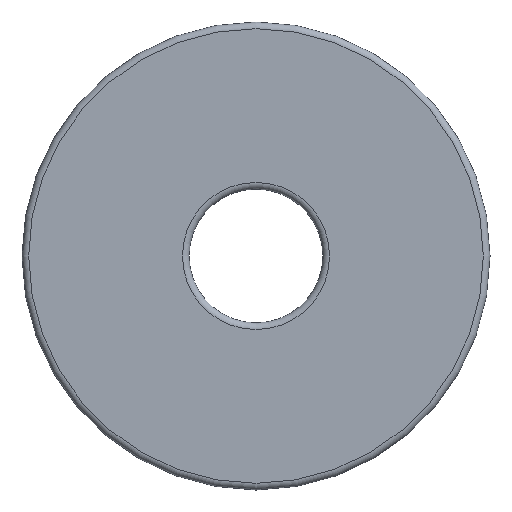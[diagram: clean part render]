
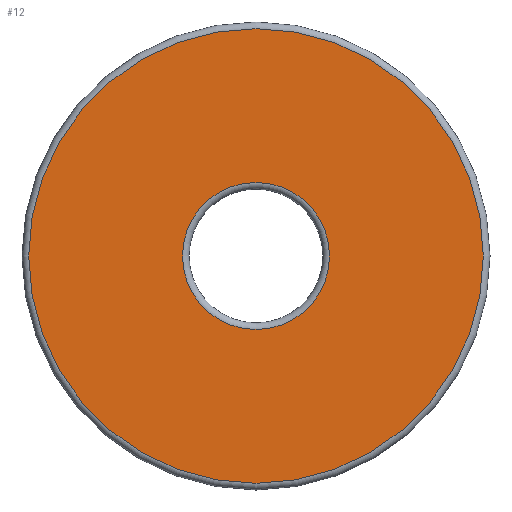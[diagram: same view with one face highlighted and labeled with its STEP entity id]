
A CAD part, left-side view. The second image highlights one B-rep face of the part: STEP entity #12.
In plain terms, the highlighted planar face has unit normal (-1, 0, 0).
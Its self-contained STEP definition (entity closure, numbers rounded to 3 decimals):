
#12 = ADVANCED_FACE ( 'NONE', ( #120, #230 ), #124, .F. ) ;
#24 = CARTESIAN_POINT ( 'NONE',  ( -9.5, 20.4, 0. ) ) ;
#30 = CARTESIAN_POINT ( 'NONE',  ( -9.5, 0., 0. ) ) ;
#54 = DIRECTION ( 'NONE',  ( 1., 0., 0. ) ) ;
#55 = EDGE_CURVE ( 'NONE', #68, #68, #225, .T. ) ;
#68 = VERTEX_POINT ( 'NONE', #90 ) ;
#74 = DIRECTION ( 'NONE',  ( 0., 1., 0. ) ) ;
#75 = CARTESIAN_POINT ( 'NONE',  ( -9.5, 6., 0. ) ) ;
#90 = CARTESIAN_POINT ( 'NONE',  ( -9.5, 6.6, 0. ) ) ;
#96 = DIRECTION ( 'NONE',  ( 1., 0., 0. ) ) ;
#97 = CARTESIAN_POINT ( 'NONE',  ( -9.5, 0., 0. ) ) ;
#114 = EDGE_LOOP ( 'NONE', ( #166 ) ) ;
#116 = EDGE_CURVE ( 'NONE', #227, #227, #252, .T. ) ;
#120 = FACE_OUTER_BOUND ( 'NONE', #188, .T. ) ;
#124 = PLANE ( 'NONE',  #257 ) ;
#165 = AXIS2_PLACEMENT_3D ( 'NONE', #97, #190, #74 ) ;
#166 = ORIENTED_EDGE ( 'NONE', *, *, #55, .T. ) ;
#172 = DIRECTION ( 'NONE',  ( 0., 1., 0. ) ) ;
#188 = EDGE_LOOP ( 'NONE', ( #223 ) ) ;
#190 = DIRECTION ( 'NONE',  ( -1., 0., 0. ) ) ;
#204 = AXIS2_PLACEMENT_3D ( 'NONE', #30, #96, #253 ) ;
#223 = ORIENTED_EDGE ( 'NONE', *, *, #116, .T. ) ;
#225 = CIRCLE ( 'NONE', #204, 6.6 ) ;
#227 = VERTEX_POINT ( 'NONE', #24 ) ;
#230 = FACE_BOUND ( 'NONE', #114, .T. ) ;
#252 = CIRCLE ( 'NONE', #165, 20.4 ) ;
#253 = DIRECTION ( 'NONE',  ( 0., 1., 0. ) ) ;
#257 = AXIS2_PLACEMENT_3D ( 'NONE', #75, #54, #172 ) ;
